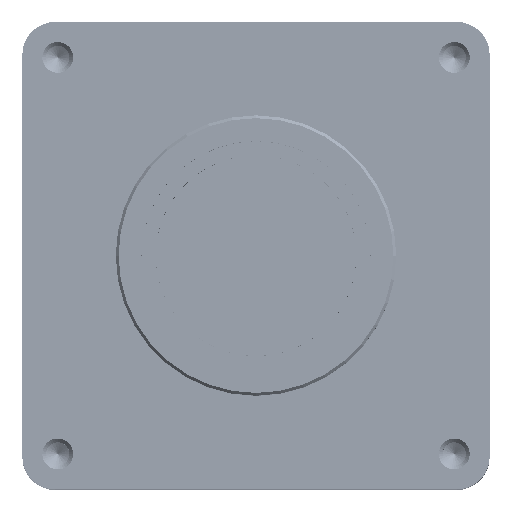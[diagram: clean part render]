
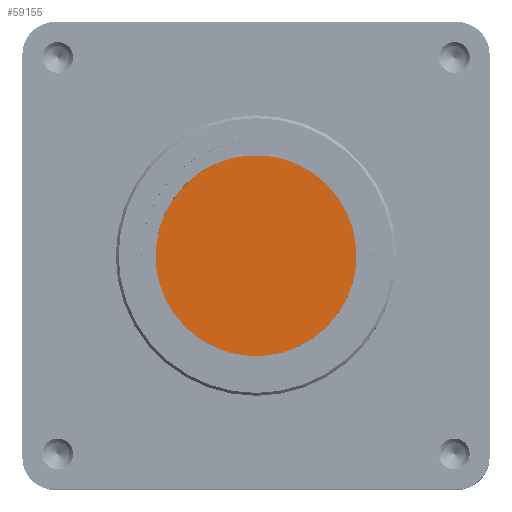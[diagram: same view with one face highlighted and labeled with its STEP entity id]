
A CAD part, top view. The second image highlights one B-rep face of the part: STEP entity #59155.
In plain terms, the highlighted planar face has unit normal (0, 0, 1).
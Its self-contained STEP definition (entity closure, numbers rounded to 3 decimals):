
#4595 = FACE_OUTER_BOUND ( 'NONE', #12486, .T. ) ;
#12486 = EDGE_LOOP ( 'NONE', ( #15053 ) ) ;
#15053 = ORIENTED_EDGE ( 'NONE', *, *, #120779, .T. ) ;
#15411 = DIRECTION ( 'NONE',  ( 1., 0., 0. ) ) ;
#17913 = DIRECTION ( 'NONE',  ( 0., 0., 1. ) ) ;
#41556 = DIRECTION ( 'NONE',  ( 0., 0., 1. ) ) ;
#53144 = CARTESIAN_POINT ( 'NONE',  ( 0., 0., 1. ) ) ;
#59155 = ADVANCED_FACE ( 'NONE', ( #4595 ), #123399, .T. ) ;
#61682 = AXIS2_PLACEMENT_3D ( 'NONE', #99747, #17913, #137524 ) ;
#64328 = CARTESIAN_POINT ( 'NONE',  ( 11.8, 0., 1. ) ) ;
#76440 = CIRCLE ( 'NONE', #61682, 11.8 ) ;
#99747 = CARTESIAN_POINT ( 'NONE',  ( 0., 0., 1. ) ) ;
#112158 = VERTEX_POINT ( 'NONE', #64328 ) ;
#120779 = EDGE_CURVE ( 'NONE', #112158, #112158, #76440, .T. ) ;
#123399 = PLANE ( 'NONE',  #136553 ) ;
#136553 = AXIS2_PLACEMENT_3D ( 'NONE', #53144, #41556, #15411 ) ;
#137524 = DIRECTION ( 'NONE',  ( 1., 0., 0. ) ) ;
